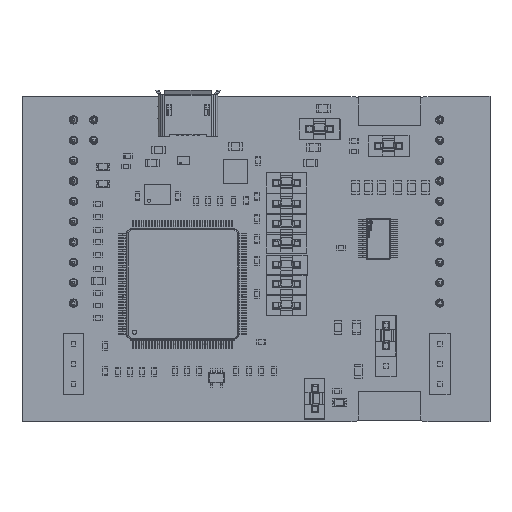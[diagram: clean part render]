
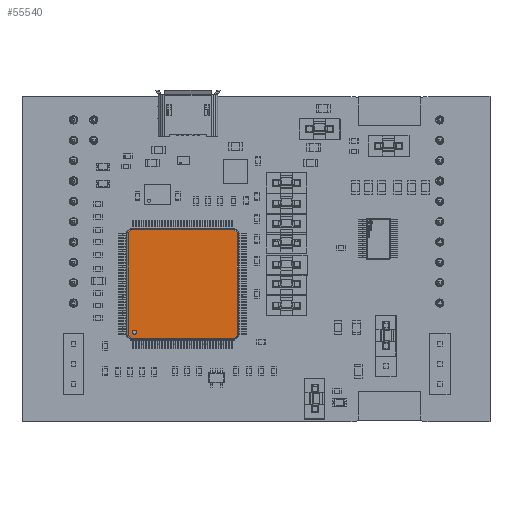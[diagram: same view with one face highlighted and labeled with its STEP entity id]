
A CAD part, top view. The second image highlights one B-rep face of the part: STEP entity #55540.
In plain terms, the highlighted face is planar.
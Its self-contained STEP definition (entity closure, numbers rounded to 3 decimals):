
#55540 = ADVANCED_FACE('',(#55541,#55607),#55627,.T.);
#55541 = FACE_BOUND('',#55542,.T.);
#55542 = EDGE_LOOP('',(#55543,#55553,#55561,#55569,#55577,#55585,#55593,
    #55601));
#55543 = ORIENTED_EDGE('',*,*,#55544,.F.);
#55544 = EDGE_CURVE('',#55545,#55547,#55549,.T.);
#55545 = VERTEX_POINT('',#55546);
#55546 = CARTESIAN_POINT('',(-6.422,0.448,6.802));
#55547 = VERTEX_POINT('',#55548);
#55548 = CARTESIAN_POINT('',(-6.802,0.448,6.422));
#55549 = LINE('',#55550,#55551);
#55550 = CARTESIAN_POINT('',(-6.422,0.448,6.802));
#55551 = VECTOR('',#55552,1.);
#55552 = DIRECTION('',(-0.707,0.,-0.707));
#55553 = ORIENTED_EDGE('',*,*,#55554,.T.);
#55554 = EDGE_CURVE('',#55545,#55555,#55557,.T.);
#55555 = VERTEX_POINT('',#55556);
#55556 = CARTESIAN_POINT('',(6.422,0.448,6.802));
#55557 = LINE('',#55558,#55559);
#55558 = CARTESIAN_POINT('',(-6.422,0.448,6.802));
#55559 = VECTOR('',#55560,1.);
#55560 = DIRECTION('',(1.,0.,0.));
#55561 = ORIENTED_EDGE('',*,*,#55562,.F.);
#55562 = EDGE_CURVE('',#55563,#55555,#55565,.T.);
#55563 = VERTEX_POINT('',#55564);
#55564 = CARTESIAN_POINT('',(6.802,0.448,6.422));
#55565 = LINE('',#55566,#55567);
#55566 = CARTESIAN_POINT('',(6.802,0.448,6.422));
#55567 = VECTOR('',#55568,1.);
#55568 = DIRECTION('',(-0.707,0.,0.707));
#55569 = ORIENTED_EDGE('',*,*,#55570,.T.);
#55570 = EDGE_CURVE('',#55563,#55571,#55573,.T.);
#55571 = VERTEX_POINT('',#55572);
#55572 = CARTESIAN_POINT('',(6.802,0.448,-6.418));
#55573 = LINE('',#55574,#55575);
#55574 = CARTESIAN_POINT('',(6.802,0.448,6.422));
#55575 = VECTOR('',#55576,1.);
#55576 = DIRECTION('',(0.,0.,-1.));
#55577 = ORIENTED_EDGE('',*,*,#55578,.F.);
#55578 = EDGE_CURVE('',#55579,#55571,#55581,.T.);
#55579 = VERTEX_POINT('',#55580);
#55580 = CARTESIAN_POINT('',(6.418,0.448,-6.802));
#55581 = LINE('',#55582,#55583);
#55582 = CARTESIAN_POINT('',(6.418,0.448,-6.802));
#55583 = VECTOR('',#55584,1.);
#55584 = DIRECTION('',(0.707,0.,0.707));
#55585 = ORIENTED_EDGE('',*,*,#55586,.T.);
#55586 = EDGE_CURVE('',#55579,#55587,#55589,.T.);
#55587 = VERTEX_POINT('',#55588);
#55588 = CARTESIAN_POINT('',(-6.418,0.448,-6.802));
#55589 = LINE('',#55590,#55591);
#55590 = CARTESIAN_POINT('',(6.418,0.448,-6.802));
#55591 = VECTOR('',#55592,1.);
#55592 = DIRECTION('',(-1.,0.,0.));
#55593 = ORIENTED_EDGE('',*,*,#55594,.F.);
#55594 = EDGE_CURVE('',#55595,#55587,#55597,.T.);
#55595 = VERTEX_POINT('',#55596);
#55596 = CARTESIAN_POINT('',(-6.802,0.448,-6.418));
#55597 = LINE('',#55598,#55599);
#55598 = CARTESIAN_POINT('',(-6.802,0.448,-6.418));
#55599 = VECTOR('',#55600,1.);
#55600 = DIRECTION('',(0.707,0.,-0.707));
#55601 = ORIENTED_EDGE('',*,*,#55602,.T.);
#55602 = EDGE_CURVE('',#55595,#55547,#55603,.T.);
#55603 = LINE('',#55604,#55605);
#55604 = CARTESIAN_POINT('',(-6.802,0.448,-6.418));
#55605 = VECTOR('',#55606,1.);
#55606 = DIRECTION('',(0.,0.,1.));
#55607 = FACE_BOUND('',#55608,.T.);
#55608 = EDGE_LOOP('',(#55609,#55620));
#55609 = ORIENTED_EDGE('',*,*,#55610,.F.);
#55610 = EDGE_CURVE('',#55611,#55613,#55615,.T.);
#55611 = VERTEX_POINT('',#55612);
#55612 = CARTESIAN_POINT('',(-6.25,0.448,6.));
#55613 = VERTEX_POINT('',#55614);
#55614 = CARTESIAN_POINT('',(-5.75,0.448,6.));
#55615 = CIRCLE('',#55616,0.25);
#55616 = AXIS2_PLACEMENT_3D('',#55617,#55618,#55619);
#55617 = CARTESIAN_POINT('',(-6.,0.448,6.));
#55618 = DIRECTION('',(0.,1.,0.));
#55619 = DIRECTION('',(-1.,0.,0.));
#55620 = ORIENTED_EDGE('',*,*,#55621,.F.);
#55621 = EDGE_CURVE('',#55613,#55611,#55622,.T.);
#55622 = CIRCLE('',#55623,0.25);
#55623 = AXIS2_PLACEMENT_3D('',#55624,#55625,#55626);
#55624 = CARTESIAN_POINT('',(-6.,0.448,6.));
#55625 = DIRECTION('',(-0.,1.,0.));
#55626 = DIRECTION('',(1.,0.,0.));
#55627 = PLANE('',#55628);
#55628 = AXIS2_PLACEMENT_3D('',#55629,#55630,#55631);
#55629 = CARTESIAN_POINT('',(0.,0.448,0.));
#55630 = DIRECTION('',(0.,1.,0.));
#55631 = DIRECTION('',(0.,-0.,1.));
